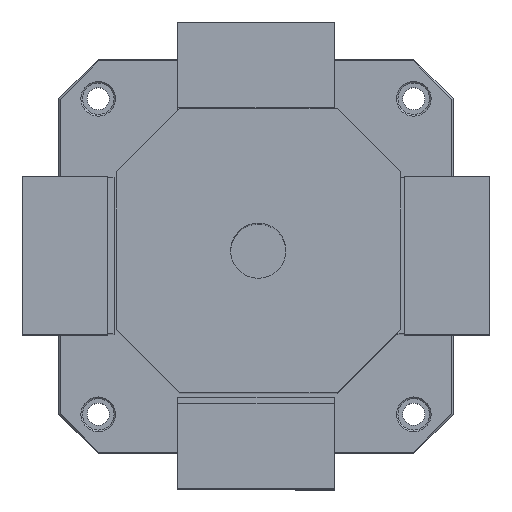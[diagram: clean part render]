
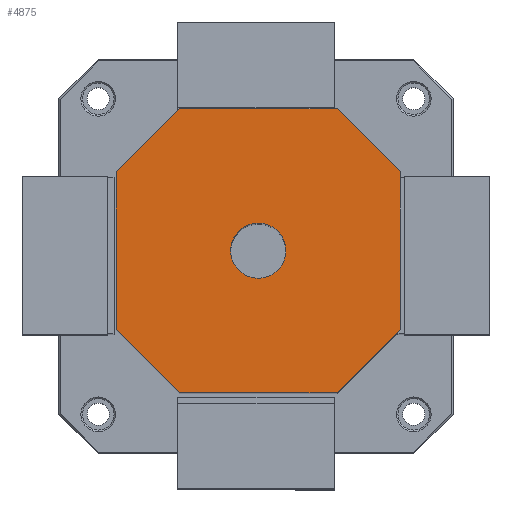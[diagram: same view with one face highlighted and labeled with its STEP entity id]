
A CAD part, top view. The second image highlights one B-rep face of the part: STEP entity #4875.
In plain terms, the highlighted planar face has unit normal (0, 0, 1).
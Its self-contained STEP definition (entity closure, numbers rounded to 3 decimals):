
#32 = ORIENTED_EDGE ( 'NONE', *, *, #5329, .T. ) ;
#414 = CARTESIAN_POINT ( 'NONE',  ( -50., 90., 400. ) ) ;
#438 = DIRECTION ( 'NONE',  ( -1., 0., 0. ) ) ;
#458 = CARTESIAN_POINT ( 'NONE',  ( -90., 90., 400. ) ) ;
#490 = DIRECTION ( 'NONE',  ( 0., 1., 0. ) ) ;
#554 = CARTESIAN_POINT ( 'NONE',  ( 90., -90., 400. ) ) ;
#606 = ORIENTED_EDGE ( 'NONE', *, *, #4203, .T. ) ;
#634 = CARTESIAN_POINT ( 'NONE',  ( -90., -90., 400. ) ) ;
#720 = DIRECTION ( 'NONE',  ( -1., 0., 0. ) ) ;
#724 = VERTEX_POINT ( 'NONE', #5869 ) ;
#878 = VERTEX_POINT ( 'NONE', #414 ) ;
#930 = EDGE_LOOP ( 'NONE', ( #2596, #32, #1911, #1849, #2800, #4925, #4840, #606 ) ) ;
#1007 = AXIS2_PLACEMENT_3D ( 'NONE', #3047, #4837, #720 ) ;
#1070 = EDGE_CURVE ( 'NONE', #724, #2683, #1439, .T. ) ;
#1076 = VERTEX_POINT ( 'NONE', #5575 ) ;
#1384 = EDGE_CURVE ( 'NONE', #4713, #878, #5017, .T. ) ;
#1439 = LINE ( 'NONE', #554, #1663 ) ;
#1581 = CIRCLE ( 'NONE', #1007, 17.5 ) ;
#1663 = VECTOR ( 'NONE', #490, 1000. ) ;
#1766 = VECTOR ( 'NONE', #3249, 1000. ) ;
#1796 = CARTESIAN_POINT ( 'NONE',  ( 50., -90., 400. ) ) ;
#1825 = VERTEX_POINT ( 'NONE', #3375 ) ;
#1849 = ORIENTED_EDGE ( 'NONE', *, *, #1070, .T. ) ;
#1868 = CARTESIAN_POINT ( 'NONE',  ( -90., 50., 400. ) ) ;
#1911 = ORIENTED_EDGE ( 'NONE', *, *, #2153, .T. ) ;
#1921 = VECTOR ( 'NONE', #5448, 1000. ) ;
#1944 = VECTOR ( 'NONE', #2788, 1000. ) ;
#1961 = CARTESIAN_POINT ( 'NONE',  ( -50., 90., 400. ) ) ;
#1965 = EDGE_CURVE ( 'NONE', #3190, #2478, #1581, .T. ) ;
#2042 = VECTOR ( 'NONE', #2934, 1000. ) ;
#2121 = LINE ( 'NONE', #3624, #1921 ) ;
#2153 = EDGE_CURVE ( 'NONE', #1076, #724, #5456, .T. ) ;
#2210 = DIRECTION ( 'NONE',  ( -0.707, 0.707, 0. ) ) ;
#2244 = VECTOR ( 'NONE', #4944, 1000. ) ;
#2286 = CARTESIAN_POINT ( 'NONE',  ( 50., 90., 400. ) ) ;
#2379 = DIRECTION ( 'NONE',  ( 0., 0., 1. ) ) ;
#2455 = LINE ( 'NONE', #634, #2042 ) ;
#2478 = VERTEX_POINT ( 'NONE', #5269 ) ;
#2553 = AXIS2_PLACEMENT_3D ( 'NONE', #5533, #5026, #438 ) ;
#2582 = EDGE_LOOP ( 'NONE', ( #4155, #4484 ) ) ;
#2596 = ORIENTED_EDGE ( 'NONE', *, *, #5075, .T. ) ;
#2631 = VECTOR ( 'NONE', #4968, 1000. ) ;
#2683 = VERTEX_POINT ( 'NONE', #4468 ) ;
#2724 = CARTESIAN_POINT ( 'NONE',  ( -50., -90., 400. ) ) ;
#2788 = DIRECTION ( 'NONE',  ( -1., 0., 0. ) ) ;
#2800 = ORIENTED_EDGE ( 'NONE', *, *, #5623, .T. ) ;
#2934 = DIRECTION ( 'NONE',  ( 1., 0., 0. ) ) ;
#3047 = CARTESIAN_POINT ( 'NONE',  ( 0., 0., 400. ) ) ;
#3097 = LINE ( 'NONE', #5907, #4020 ) ;
#3109 = FACE_OUTER_BOUND ( 'NONE', #930, .T. ) ;
#3190 = VERTEX_POINT ( 'NONE', #4893 ) ;
#3249 = DIRECTION ( 'NONE',  ( -0.707, -0.707, 0. ) ) ;
#3375 = CARTESIAN_POINT ( 'NONE',  ( -90., -50., 400. ) ) ;
#3479 = AXIS2_PLACEMENT_3D ( 'NONE', #5149, #2379, #5616 ) ;
#3624 = CARTESIAN_POINT ( 'NONE',  ( -90., -90., 400. ) ) ;
#3747 = PLANE ( 'NONE',  #3479 ) ;
#4020 = VECTOR ( 'NONE', #2210, 1000. ) ;
#4155 = ORIENTED_EDGE ( 'NONE', *, *, #1965, .T. ) ;
#4203 = EDGE_CURVE ( 'NONE', #5712, #1825, #2121, .T. ) ;
#4468 = CARTESIAN_POINT ( 'NONE',  ( 90., 50., 400. ) ) ;
#4484 = ORIENTED_EDGE ( 'NONE', *, *, #4642, .T. ) ;
#4544 = CIRCLE ( 'NONE', #2553, 17.5 ) ;
#4642 = EDGE_CURVE ( 'NONE', #2478, #3190, #4544, .T. ) ;
#4711 = CARTESIAN_POINT ( 'NONE',  ( -90., -50., 400. ) ) ;
#4713 = VERTEX_POINT ( 'NONE', #2286 ) ;
#4837 = DIRECTION ( 'NONE',  ( 0., 0., -1. ) ) ;
#4840 = ORIENTED_EDGE ( 'NONE', *, *, #5165, .T. ) ;
#4875 = ADVANCED_FACE ( 'NONE', ( #5933, #3109 ), #3747, .T. ) ;
#4893 = CARTESIAN_POINT ( 'NONE',  ( -17.5, 0., 400. ) ) ;
#4925 = ORIENTED_EDGE ( 'NONE', *, *, #1384, .T. ) ;
#4944 = DIRECTION ( 'NONE',  ( 0.707, -0.707, 0. ) ) ;
#4968 = DIRECTION ( 'NONE',  ( 0.707, 0.707, 0. ) ) ;
#5017 = LINE ( 'NONE', #458, #1944 ) ;
#5026 = DIRECTION ( 'NONE',  ( 0., 0., -1. ) ) ;
#5075 = EDGE_CURVE ( 'NONE', #1825, #5727, #5424, .T. ) ;
#5149 = CARTESIAN_POINT ( 'NONE',  ( -90., -90., 400. ) ) ;
#5165 = EDGE_CURVE ( 'NONE', #878, #5712, #5351, .T. ) ;
#5269 = CARTESIAN_POINT ( 'NONE',  ( 17.5, 0., 400. ) ) ;
#5329 = EDGE_CURVE ( 'NONE', #5727, #1076, #2455, .T. ) ;
#5351 = LINE ( 'NONE', #1961, #1766 ) ;
#5424 = LINE ( 'NONE', #4711, #2244 ) ;
#5448 = DIRECTION ( 'NONE',  ( 0., -1., 0. ) ) ;
#5456 = LINE ( 'NONE', #1796, #2631 ) ;
#5533 = CARTESIAN_POINT ( 'NONE',  ( 0., 0., 400. ) ) ;
#5575 = CARTESIAN_POINT ( 'NONE',  ( 50., -90., 400. ) ) ;
#5616 = DIRECTION ( 'NONE',  ( 1., 0., 0. ) ) ;
#5623 = EDGE_CURVE ( 'NONE', #2683, #4713, #3097, .T. ) ;
#5712 = VERTEX_POINT ( 'NONE', #1868 ) ;
#5727 = VERTEX_POINT ( 'NONE', #2724 ) ;
#5869 = CARTESIAN_POINT ( 'NONE',  ( 90., -50., 400. ) ) ;
#5907 = CARTESIAN_POINT ( 'NONE',  ( 90., 50., 400. ) ) ;
#5933 = FACE_BOUND ( 'NONE', #2582, .T. ) ;
